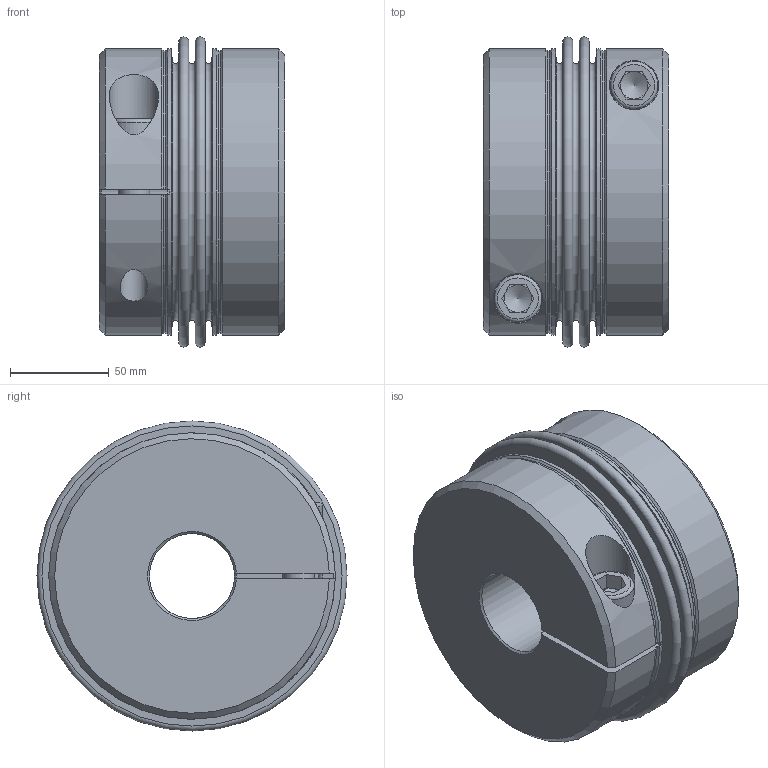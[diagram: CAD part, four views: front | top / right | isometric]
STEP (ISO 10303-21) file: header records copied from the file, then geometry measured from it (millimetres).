
FILE_DESCRIPTION( ( 'Unknown' ), '1' );
FILE_NAME( 'KG-VA 1000 - 2W.stp', 'Unknown', ( 'Unknown' ), ( 'Unknown' ), 'PSStep 10.1', 'Unknown', ' ' );
FILE_SCHEMA( ( 'AUTOMOTIVE_DESIGN { 1 0 10303 214 1 1 1 1 }' ) );
Length unit declared in the file: millimetre
Products named in the file (1): 20722315
Bounding box: 93.81 x 157 x 157 mm (x, y, z)
Volume: 1066919.3 mm3; surface area: 190629.1 mm2
Topology: 1 solids, 1 shells, 92 faces, 213 edges, 137 vertices
Faces by surface type: plane 44, cylinder 18, cone 16, torus 14
Full cylindrical faces by diameter (mm): 14 x2, 16 x2, 16.3 x2, 24 x2, 25 x2, 143.2 x2, 145 x2
Entity records: 3494 total; most frequent: CARTESIAN_POINT 783, DIRECTION 428, ORIENTED_EDGE 336, AXIS2_PLACEMENT_3D 175, EDGE_CURVE 168, EDGE_LOOP 144, VERTEX_POINT 126, FACE_OUTER_BOUND 118
